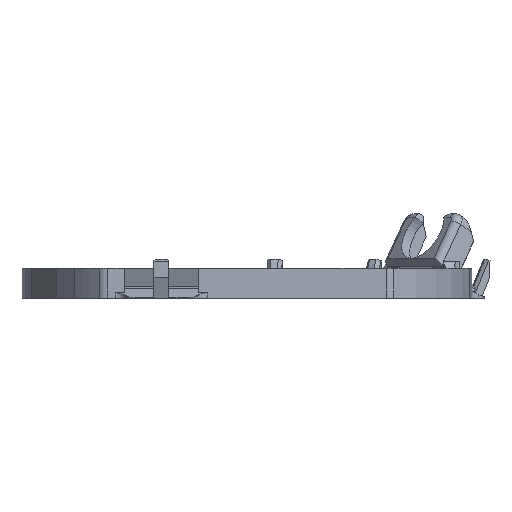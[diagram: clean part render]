
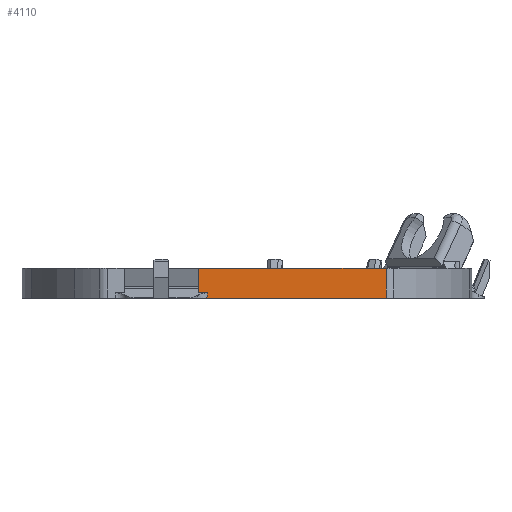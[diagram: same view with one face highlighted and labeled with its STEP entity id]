
A CAD part, left-side view. The second image highlights one B-rep face of the part: STEP entity #4110.
In plain terms, the highlighted planar face has unit normal (-1, 0, 0).
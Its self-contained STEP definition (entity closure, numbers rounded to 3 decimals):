
#96=B_SPLINE_CURVE_WITH_KNOTS('',3,(#6014,#6015,#6016,#6017),
 .UNSPECIFIED.,.F.,.F.,(4,4),(0.145,0.217),
 .UNSPECIFIED.);
#311=FACE_OUTER_BOUND('',#551,.T.);
#551=EDGE_LOOP('',(#2751,#2752,#2753,#2754,#2755,#2756));
#810=LINE('',#5988,#1251);
#814=LINE('',#6004,#1255);
#816=LINE('',#6010,#1257);
#817=LINE('',#6012,#1258);
#818=LINE('',#6018,#1259);
#1251=VECTOR('',#4792,10.);
#1255=VECTOR('',#4806,10.);
#1257=VECTOR('',#4812,10.);
#1258=VECTOR('',#4813,10.);
#1259=VECTOR('',#4814,10.);
#1691=VERTEX_POINT('',#5985);
#1692=VERTEX_POINT('',#5987);
#1699=VERTEX_POINT('',#6003);
#1701=VERTEX_POINT('',#6009);
#1702=VERTEX_POINT('',#6011);
#1703=VERTEX_POINT('',#6013);
#2106=EDGE_CURVE('',#1691,#1692,#810,.T.);
#2114=EDGE_CURVE('',#1692,#1699,#814,.T.);
#2117=EDGE_CURVE('',#1691,#1701,#816,.T.);
#2118=EDGE_CURVE('',#1701,#1702,#817,.T.);
#2119=EDGE_CURVE('',#1703,#1702,#96,.T.);
#2120=EDGE_CURVE('',#1703,#1699,#818,.T.);
#2751=ORIENTED_EDGE('',*,*,#2114,.F.);
#2752=ORIENTED_EDGE('',*,*,#2106,.F.);
#2753=ORIENTED_EDGE('',*,*,#2117,.T.);
#2754=ORIENTED_EDGE('',*,*,#2118,.T.);
#2755=ORIENTED_EDGE('',*,*,#2119,.F.);
#2756=ORIENTED_EDGE('',*,*,#2120,.T.);
#3948=PLANE('',#4386);
#4110=ADVANCED_FACE('',(#311),#3948,.T.);
#4386=AXIS2_PLACEMENT_3D('',#6008,#4810,#4811);
#4792=DIRECTION('',(0.,-1.,0.));
#4806=DIRECTION('',(0.,0.,-1.));
#4810=DIRECTION('center_axis',(-1.,0.,0.));
#4811=DIRECTION('ref_axis',(0.,-1.,0.));
#4812=DIRECTION('',(0.,0.,-1.));
#4813=DIRECTION('',(0.,-1.,0.));
#4814=DIRECTION('',(0.,-1.,0.));
#5985=CARTESIAN_POINT('',(-23.294,6.495,4.));
#5987=CARTESIAN_POINT('',(-23.294,-18.713,4.));
#5988=CARTESIAN_POINT('',(-23.294,36.298,4.));
#6003=CARTESIAN_POINT('',(-23.294,-18.713,0.));
#6004=CARTESIAN_POINT('',(-23.294,-18.713,0.));
#6008=CARTESIAN_POINT('Origin',(-23.294,36.298,0.));
#6009=CARTESIAN_POINT('',(-23.294,6.495,0.715));
#6010=CARTESIAN_POINT('',(-23.294,6.495,1.577));
#6011=CARTESIAN_POINT('',(-23.294,5.285,0.715));
#6012=CARTESIAN_POINT('',(-23.294,28.897,0.715));
#6013=CARTESIAN_POINT('',(-23.294,5.408,0.));
#6014=CARTESIAN_POINT('Ctrl Pts',(-23.294,5.408,0.));
#6015=CARTESIAN_POINT('Ctrl Pts',(-23.294,5.361,0.237));
#6016=CARTESIAN_POINT('Ctrl Pts',(-23.294,5.32,0.476));
#6017=CARTESIAN_POINT('Ctrl Pts',(-23.294,5.285,0.715));
#6018=CARTESIAN_POINT('',(-23.294,36.298,0.));
